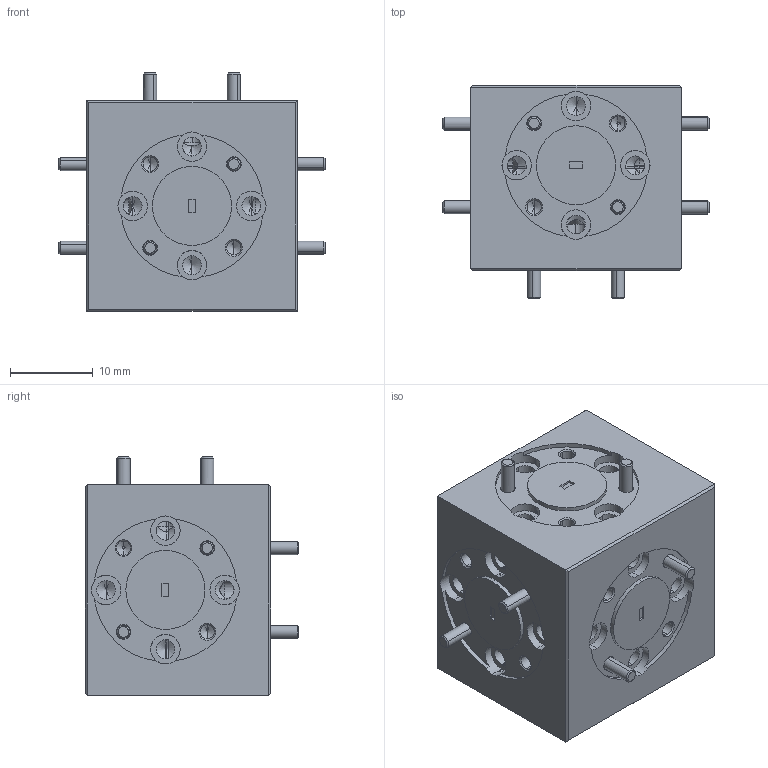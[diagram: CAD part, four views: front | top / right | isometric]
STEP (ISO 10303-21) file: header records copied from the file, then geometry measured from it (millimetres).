
FILE_DESCRIPTION (( 'STEP AP203' ), '1' );
FILE_NAME ('SWM-11417420-06-SB.STEP', '2020-11-06T00:53:34', ( 'Windows User' ), ( '' ), 'SwSTEP 2.0', 'SolidWorks 2020', '' );
FILE_SCHEMA (( 'CONFIG_CONTROL_DESIGN' ));
Length unit declared in the file: inch
Products named in the file (1): SWM-11417420-06-SB
Bounding box: 32.13 x 25.72 x 28.77 mm (x, y, z)
Volume: 13329.3 mm3; surface area: 5622.4 mm2
Topology: 7 solids, 8 shells, 526 faces, 1252 edges, 742 vertices
Faces by surface type: cone 186, cylinder 170, plane 164, bspline 6
Entity records: 15851 total; most frequent: CARTESIAN_POINT 3651, DIRECTION 2673, ORIENTED_EDGE 2412, EDGE_CURVE 1206, AXIS2_PLACEMENT_3D 1035, VERTEX_POINT 742, VECTOR 603, LINE 603
